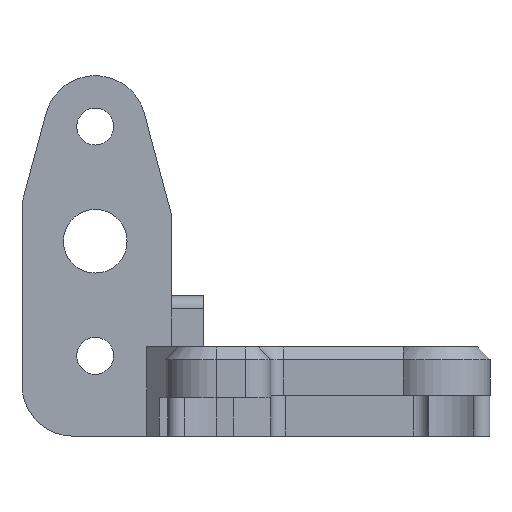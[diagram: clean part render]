
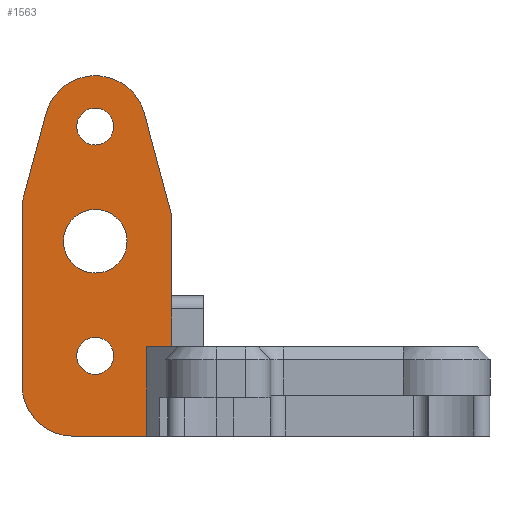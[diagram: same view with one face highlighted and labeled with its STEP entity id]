
A CAD part, front view. The second image highlights one B-rep face of the part: STEP entity #1563.
In plain terms, the highlighted planar face has unit normal (0, -1, 0).
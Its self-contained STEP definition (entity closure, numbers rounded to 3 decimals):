
#71=FACE_BOUND('',#239,.T.);
#72=FACE_BOUND('',#240,.T.);
#73=FACE_BOUND('',#241,.T.);
#82=CIRCLE('',#1669,4.);
#83=CIRCLE('',#1670,4.);
#84=CIRCLE('',#1671,1.45);
#85=CIRCLE('',#1672,1.45);
#86=CIRCLE('',#1673,2.5);
#149=FACE_OUTER_BOUND('',#238,.T.);
#238=EDGE_LOOP('',(#1045,#1046,#1047,#1048,#1049,#1050,#1051,#1052,#1053));
#239=EDGE_LOOP('',(#1054));
#240=EDGE_LOOP('',(#1055));
#241=EDGE_LOOP('',(#1056));
#338=LINE('',#2295,#496);
#341=LINE('',#2301,#499);
#342=LINE('',#2303,#500);
#343=LINE('',#2305,#501);
#344=LINE('',#2307,#502);
#345=LINE('',#2311,#503);
#346=LINE('',#2313,#504);
#496=VECTOR('',#1826,10.);
#499=VECTOR('',#1831,10.);
#500=VECTOR('',#1832,10.);
#501=VECTOR('',#1833,10.);
#502=VECTOR('',#1834,10.);
#503=VECTOR('',#1837,10.);
#504=VECTOR('',#1838,10.);
#653=VERTEX_POINT('',#2291);
#655=VERTEX_POINT('',#2294);
#657=VERTEX_POINT('',#2300);
#658=VERTEX_POINT('',#2302);
#659=VERTEX_POINT('',#2304);
#660=VERTEX_POINT('',#2306);
#661=VERTEX_POINT('',#2308);
#662=VERTEX_POINT('',#2310);
#663=VERTEX_POINT('',#2312);
#664=VERTEX_POINT('',#2315);
#665=VERTEX_POINT('',#2317);
#666=VERTEX_POINT('',#2319);
#806=EDGE_CURVE('',#655,#653,#338,.F.);
#809=EDGE_CURVE('',#657,#653,#341,.F.);
#810=EDGE_CURVE('',#658,#657,#342,.T.);
#811=EDGE_CURVE('',#658,#659,#343,.T.);
#812=EDGE_CURVE('',#660,#659,#344,.T.);
#813=EDGE_CURVE('',#661,#660,#82,.T.);
#814=EDGE_CURVE('',#662,#661,#345,.T.);
#815=EDGE_CURVE('',#663,#662,#346,.T.);
#816=EDGE_CURVE('',#655,#663,#83,.T.);
#817=EDGE_CURVE('',#664,#664,#84,.F.);
#818=EDGE_CURVE('',#665,#665,#85,.F.);
#819=EDGE_CURVE('',#666,#666,#86,.T.);
#1045=ORIENTED_EDGE('',*,*,#809,.F.);
#1046=ORIENTED_EDGE('',*,*,#810,.F.);
#1047=ORIENTED_EDGE('',*,*,#811,.T.);
#1048=ORIENTED_EDGE('',*,*,#812,.F.);
#1049=ORIENTED_EDGE('',*,*,#813,.F.);
#1050=ORIENTED_EDGE('',*,*,#814,.F.);
#1051=ORIENTED_EDGE('',*,*,#815,.F.);
#1052=ORIENTED_EDGE('',*,*,#816,.F.);
#1053=ORIENTED_EDGE('',*,*,#806,.T.);
#1054=ORIENTED_EDGE('',*,*,#817,.F.);
#1055=ORIENTED_EDGE('',*,*,#818,.F.);
#1056=ORIENTED_EDGE('',*,*,#819,.F.);
#1514=PLANE('',#1668);
#1563=ADVANCED_FACE('',(#149,#71,#72,#73),#1514,.F.);
#1668=AXIS2_PLACEMENT_3D('',#2299,#1829,#1830);
#1669=AXIS2_PLACEMENT_3D('',#2309,#1835,#1836);
#1670=AXIS2_PLACEMENT_3D('',#2314,#1839,#1840);
#1671=AXIS2_PLACEMENT_3D('',#2316,#1841,#1842);
#1672=AXIS2_PLACEMENT_3D('',#2318,#1843,#1844);
#1673=AXIS2_PLACEMENT_3D('',#2320,#1845,#1846);
#1826=DIRECTION('',(-1.,0.,0.));
#1829=DIRECTION('center_axis',(0.,1.,
0.));
#1830=DIRECTION('ref_axis',(0.,0.,-1.));
#1831=DIRECTION('',(0.,0.,1.));
#1832=DIRECTION('',(0.259,0.,-0.966));
#1833=DIRECTION('',(0.,0.,1.));
#1834=DIRECTION('',(0.259,0.,-0.966));
#1835=DIRECTION('center_axis',(0.,1.,
0.));
#1836=DIRECTION('ref_axis',(-0.966,0.,0.259));
#1837=DIRECTION('',(0.259,0.,0.966));
#1838=DIRECTION('',(0.,0.,1.));
#1839=DIRECTION('center_axis',(0.,1.,
0.));
#1840=DIRECTION('ref_axis',(-0.707,0.,-0.707));
#1841=DIRECTION('center_axis',(0.,1.,
0.));
#1842=DIRECTION('ref_axis',(0.,0.,1.));
#1843=DIRECTION('center_axis',(0.,1.,
0.));
#1844=DIRECTION('ref_axis',(0.,0.,1.));
#1845=DIRECTION('center_axis',(0.,-1.,
0.));
#1846=DIRECTION('ref_axis',(0.,0.,-1.));
#2291=CARTESIAN_POINT('',(-27.907,-61.917,-6.209));
#2294=CARTESIAN_POINT('',(-35.686,-61.917,-6.209));
#2295=CARTESIAN_POINT('',(-35.556,-61.917,-6.209));
#2299=CARTESIAN_POINT('Origin',(-29.801,-61.917,22.054));
#2300=CARTESIAN_POINT('',(-27.907,-61.917,11.005));
#2301=CARTESIAN_POINT('',(-27.907,-61.917,14.998));
#2302=CARTESIAN_POINT('',(-29.811,-61.917,18.104));
#2303=CARTESIAN_POINT('',(-30.435,-61.917,20.433));
#2304=CARTESIAN_POINT('',(-29.811,-61.917,18.154));
#2305=CARTESIAN_POINT('',(-29.811,-61.917,15.01));
#2306=CARTESIAN_POINT('',(-30.072,-61.917,19.13));
#2307=CARTESIAN_POINT('',(-30.429,-61.917,20.46));
#2308=CARTESIAN_POINT('',(-37.799,-61.917,19.13));
#2309=CARTESIAN_POINT('Origin',(-33.936,-61.917,18.094));
#2310=CARTESIAN_POINT('',(-39.686,-61.917,12.094));
#2311=CARTESIAN_POINT('',(-38.109,-61.917,17.976));
#2312=CARTESIAN_POINT('',(-39.686,-61.917,-2.209));
#2313=CARTESIAN_POINT('',(-39.686,-61.917,14.074));
#2314=CARTESIAN_POINT('Origin',(-35.686,-61.917,-2.209));
#2315=CARTESIAN_POINT('',(-33.936,-61.917,-1.356));
#2316=CARTESIAN_POINT('Origin',(-33.936,-61.917,0.094));
#2317=CARTESIAN_POINT('',(-33.936,-61.917,16.644));
#2318=CARTESIAN_POINT('Origin',(-33.936,-61.917,18.094));
#2319=CARTESIAN_POINT('',(-33.936,-61.917,11.594));
#2320=CARTESIAN_POINT('Origin',(-33.936,-61.917,9.094));
